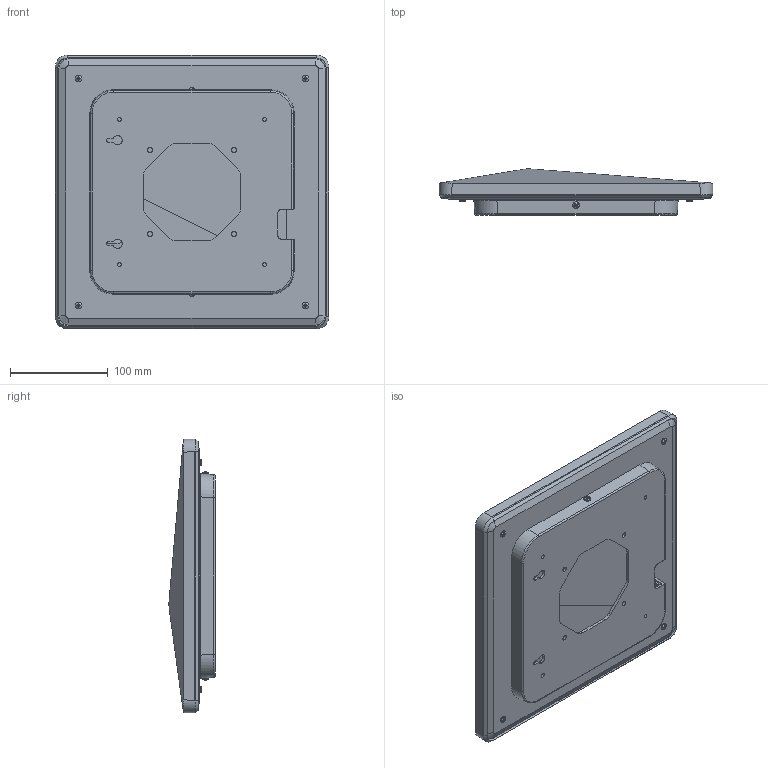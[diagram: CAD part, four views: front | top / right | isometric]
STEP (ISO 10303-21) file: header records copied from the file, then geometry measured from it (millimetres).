
FILE_DESCRIPTION (( 'STEP AP214' ), '1' );
FILE_NAME ('110-00006 - CP-ARC Assembly - WHT.STEP', '2025-02-26T14:58:35', ( '' ), ( '' ), 'SwSTEP 2.0', 'SolidWorks 2023', '' );
FILE_SCHEMA (( 'AUTOMOTIVE_DESIGN' ));
Length unit declared in the file: millimetre
Products named in the file (6): 230-00002 - Thread Forming Screw - #6, Phillips, Pan, .375in, Zinc_90380A146; 110-00006 - CP-ARC Assembly - WHT; 230-00003 - Thread Forming Screw - #6, Phillips, Pan, .25in, Zinc_90380A144; 210-00015 - Arc Antenna - Back Cover - WHT; 210-00016 - Arc Antenna - Mounting Bracket - WHT; 210-00014 - Arc Antenna - Front Cover - WHT
Assembly tree (11 placements, depth 2):
  110-00006 - CP-ARC Assembly - WHT
    210-00014 - Arc Antenna - Front Cover - WHT
    210-00015 - Arc Antenna - Back Cover - WHT
    210-00016 - Arc Antenna - Mounting Bracket - WHT
    230-00002 - Thread Forming Screw - #6, Phillips, Pan, .375in, Zinc_90380A146  x6
    230-00003 - Thread Forming Screw - #6, Phillips, Pan, .25in, Zinc_90380A144  x2
Bounding box: 279.81 x 47.5 x 279.81 mm (x, y, z)
Volume: 653366.1 mm3; surface area: 454224.9 mm2
Topology: 11 solids, 11 shells, 1012 faces, 2802 edges, 1835 vertices
Faces by surface type: cylinder 370, plane 314, cone 240, bspline 40, torus 32, sphere 16
Entity records: 23814 total; most frequent: CARTESIAN_POINT 7952, ORIENTED_EDGE 2730, DIRECTION 2172, EDGE_CURVE 1365, VERTEX_POINT 891, AXIS2_PLACEMENT_3D 756, LINE 660, VECTOR 660
